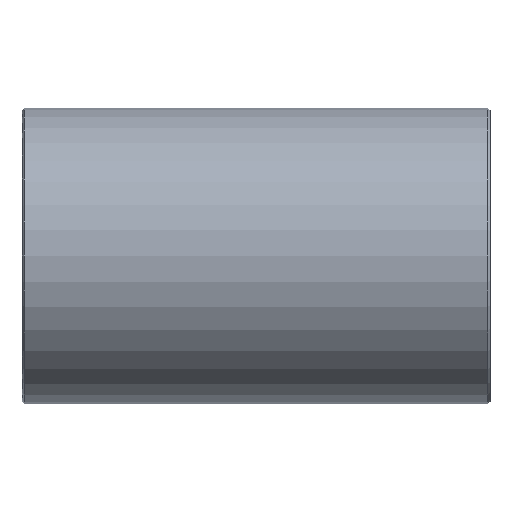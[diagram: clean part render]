
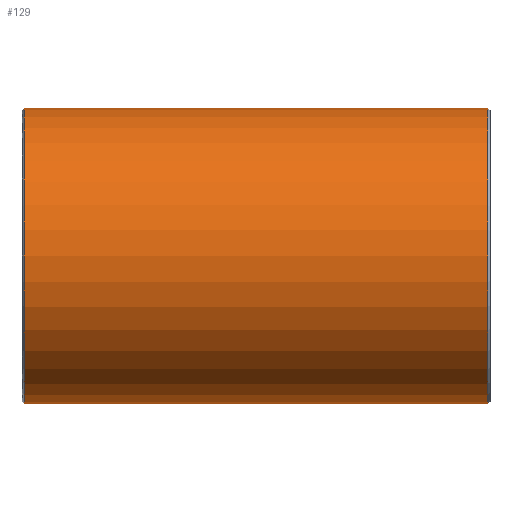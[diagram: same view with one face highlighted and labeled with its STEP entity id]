
A CAD part, front view. The second image highlights one B-rep face of the part: STEP entity #129.
In plain terms, the highlighted cylindrical face has radius 136.525 mm (diameter 273.05 mm), a partial arc.
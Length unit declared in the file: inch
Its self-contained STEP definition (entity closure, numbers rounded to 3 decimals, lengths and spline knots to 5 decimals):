
#15 = AXIS2_PLACEMENT_3D ( 'NONE', #19, #537, #649 ) ;
#19 = CARTESIAN_POINT ( 'NONE',  ( 8.41667, 0., 0. ) ) ;
#26 = DIRECTION ( 'NONE',  ( 1., 0., 0. ) ) ;
#74 = ORIENTED_EDGE ( 'NONE', *, *, #212, .T. ) ;
#97 = ORIENTED_EDGE ( 'NONE', *, *, #715, .F. ) ;
#99 = CARTESIAN_POINT ( 'NONE',  ( -8.41667, 0., -5.375 ) ) ;
#124 = CARTESIAN_POINT ( 'NONE',  ( 8.5, 0., -5.375 ) ) ;
#129 = ADVANCED_FACE ( 'NONE', ( #765 ), #328, .T. ) ;
#142 = CARTESIAN_POINT ( 'NONE',  ( -8.41667, 0., 5.375 ) ) ;
#144 = CIRCLE ( 'NONE', #384, 5.375 ) ;
#198 = EDGE_LOOP ( 'NONE', ( #97, #367, #434, #74 ) ) ;
#212 = EDGE_CURVE ( 'NONE', #777, #493, #144, .T. ) ;
#242 = EDGE_CURVE ( 'NONE', #251, #681, #358, .T. ) ;
#249 = DIRECTION ( 'NONE',  ( -1., 0., 0. ) ) ;
#251 = VERTEX_POINT ( 'NONE', #588 ) ;
#328 = CYLINDRICAL_SURFACE ( 'NONE', #661, 5.375 ) ;
#348 = DIRECTION ( 'NONE',  ( 0., 0., 1. ) ) ;
#358 = CIRCLE ( 'NONE', #15, 5.375 ) ;
#367 = ORIENTED_EDGE ( 'NONE', *, *, #242, .T. ) ;
#374 = LINE ( 'NONE', #561, #441 ) ;
#384 = AXIS2_PLACEMENT_3D ( 'NONE', #460, #26, #348 ) ;
#434 = ORIENTED_EDGE ( 'NONE', *, *, #749, .T. ) ;
#441 = VECTOR ( 'NONE', #249, 39.37008 ) ;
#442 = DIRECTION ( 'NONE',  ( -1., 0., 0. ) ) ;
#460 = CARTESIAN_POINT ( 'NONE',  ( -8.41667, 0., 0. ) ) ;
#493 = VERTEX_POINT ( 'NONE', #99 ) ;
#516 = DIRECTION ( 'NONE',  ( 0., 0., 1. ) ) ;
#537 = DIRECTION ( 'NONE',  ( -1., 0., 0. ) ) ;
#561 = CARTESIAN_POINT ( 'NONE',  ( 8.5, 0., 5.375 ) ) ;
#564 = CARTESIAN_POINT ( 'NONE',  ( 8.41667, 0., 5.375 ) ) ;
#588 = CARTESIAN_POINT ( 'NONE',  ( 8.41667, 0., -5.375 ) ) ;
#626 = LINE ( 'NONE', #124, #713 ) ;
#649 = DIRECTION ( 'NONE',  ( 0., 0., -1. ) ) ;
#661 = AXIS2_PLACEMENT_3D ( 'NONE', #702, #442, #516 ) ;
#681 = VERTEX_POINT ( 'NONE', #564 ) ;
#702 = CARTESIAN_POINT ( 'NONE',  ( 8.5, 0., 0. ) ) ;
#713 = VECTOR ( 'NONE', #764, 39.37008 ) ;
#715 = EDGE_CURVE ( 'NONE', #251, #493, #626, .T. ) ;
#749 = EDGE_CURVE ( 'NONE', #681, #777, #374, .T. ) ;
#764 = DIRECTION ( 'NONE',  ( -1., 0., 0. ) ) ;
#765 = FACE_OUTER_BOUND ( 'NONE', #198, .T. ) ;
#777 = VERTEX_POINT ( 'NONE', #142 ) ;
